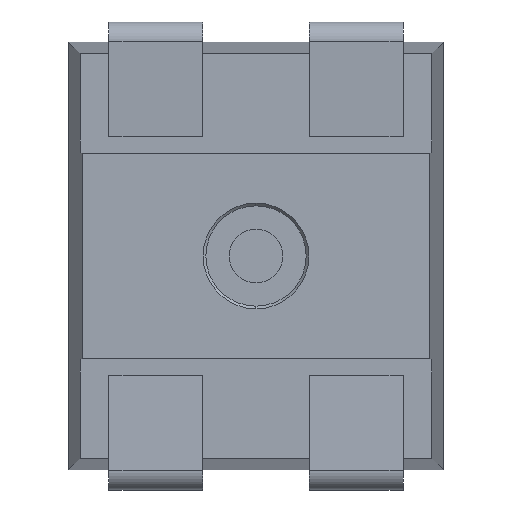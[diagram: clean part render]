
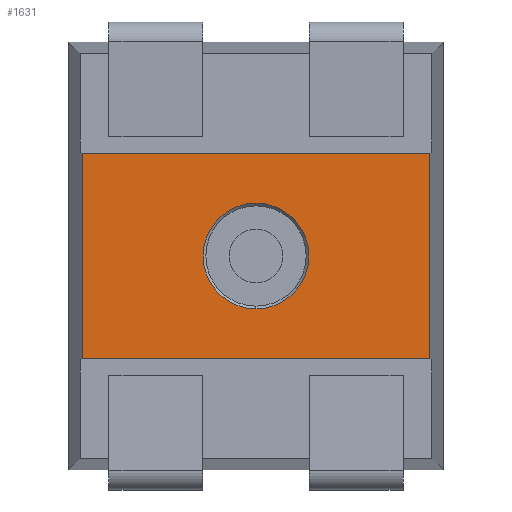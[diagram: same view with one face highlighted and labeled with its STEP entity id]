
A CAD part, front view. The second image highlights one B-rep face of the part: STEP entity #1631.
In plain terms, the highlighted planar face has unit normal (0, -1, 0).
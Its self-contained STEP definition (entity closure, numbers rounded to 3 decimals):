
#8 = DIRECTION ( 'NONE',  ( 0., 0., 1. ) ) ;
#52 = FACE_OUTER_BOUND ( 'NONE', #1683, .T. ) ;
#245 = LINE ( 'NONE', #3563, #1088 ) ;
#589 = EDGE_LOOP ( 'NONE', ( #1255, #3646 ) ) ;
#670 = LINE ( 'NONE', #2212, #3191 ) ;
#710 = EDGE_CURVE ( 'NONE', #2654, #1514, #3154, .T. ) ;
#836 = ORIENTED_EDGE ( 'NONE', *, *, #3882, .T. ) ;
#870 = CARTESIAN_POINT ( 'NONE',  ( 0., 0., 0. ) ) ;
#909 = AXIS2_PLACEMENT_3D ( 'NONE', #870, #1522, #1836 ) ;
#956 = DIRECTION ( 'NONE',  ( -1., 0., 0. ) ) ;
#1002 = CARTESIAN_POINT ( 'NONE',  ( 0., 0., -0.77 ) ) ;
#1088 = VECTOR ( 'NONE', #1671, 1000. ) ;
#1146 = CARTESIAN_POINT ( 'NONE',  ( 0., 0., 0.395 ) ) ;
#1251 = LINE ( 'NONE', #1002, #2881 ) ;
#1255 = ORIENTED_EDGE ( 'NONE', *, *, #2815, .T. ) ;
#1270 = EDGE_CURVE ( 'NONE', #1280, #2764, #1251, .T. ) ;
#1280 = VERTEX_POINT ( 'NONE', #2591 ) ;
#1501 = AXIS2_PLACEMENT_3D ( 'NONE', #3385, #1591, #8 ) ;
#1514 = VERTEX_POINT ( 'NONE', #2742 ) ;
#1522 = DIRECTION ( 'NONE',  ( 0., 1., 0. ) ) ;
#1591 = DIRECTION ( 'NONE',  ( 0., 1., 0. ) ) ;
#1631 = ADVANCED_FACE ( 'NONE', ( #3421, #52 ), #3155, .F. ) ;
#1671 = DIRECTION ( 'NONE',  ( 0., 0., -1. ) ) ;
#1683 = EDGE_LOOP ( 'NONE', ( #3108, #836, #2045, #3342 ) ) ;
#1761 = CARTESIAN_POINT ( 'NONE',  ( 1.3, 0., 0.77 ) ) ;
#1836 = DIRECTION ( 'NONE',  ( 0., 0., 1. ) ) ;
#2027 = LINE ( 'NONE', #2874, #3891 ) ;
#2045 = ORIENTED_EDGE ( 'NONE', *, *, #3118, .T. ) ;
#2212 = CARTESIAN_POINT ( 'NONE',  ( 0., 0., 0.77 ) ) ;
#2432 = CARTESIAN_POINT ( 'NONE',  ( 1.3, 0., -0.77 ) ) ;
#2466 = CARTESIAN_POINT ( 'NONE',  ( 0., 0., 0. ) ) ;
#2591 = CARTESIAN_POINT ( 'NONE',  ( -1.3, 0., -0.77 ) ) ;
#2654 = VERTEX_POINT ( 'NONE', #1146 ) ;
#2742 = CARTESIAN_POINT ( 'NONE',  ( 0., 0., -0.395 ) ) ;
#2764 = VERTEX_POINT ( 'NONE', #2432 ) ;
#2802 = DIRECTION ( 'NONE',  ( 0., 0., 1. ) ) ;
#2815 = EDGE_CURVE ( 'NONE', #1514, #2654, #2973, .T. ) ;
#2864 = VERTEX_POINT ( 'NONE', #3775 ) ;
#2874 = CARTESIAN_POINT ( 'NONE',  ( 1.3, 0., 0. ) ) ;
#2881 = VECTOR ( 'NONE', #3204, 1000. ) ;
#2973 = CIRCLE ( 'NONE', #3412, 0.395 ) ;
#3108 = ORIENTED_EDGE ( 'NONE', *, *, #3671, .T. ) ;
#3118 = EDGE_CURVE ( 'NONE', #2864, #1280, #245, .T. ) ;
#3119 = DIRECTION ( 'NONE',  ( 0., 1., 0. ) ) ;
#3149 = VERTEX_POINT ( 'NONE', #1761 ) ;
#3154 = CIRCLE ( 'NONE', #909, 0.395 ) ;
#3155 = PLANE ( 'NONE',  #1501 ) ;
#3191 = VECTOR ( 'NONE', #956, 1000. ) ;
#3204 = DIRECTION ( 'NONE',  ( 1., 0., 0. ) ) ;
#3342 = ORIENTED_EDGE ( 'NONE', *, *, #1270, .T. ) ;
#3385 = CARTESIAN_POINT ( 'NONE',  ( 0., 0., 0. ) ) ;
#3412 = AXIS2_PLACEMENT_3D ( 'NONE', #2466, #3119, #2802 ) ;
#3421 = FACE_BOUND ( 'NONE', #589, .T. ) ;
#3563 = CARTESIAN_POINT ( 'NONE',  ( -1.3, 0., 0. ) ) ;
#3646 = ORIENTED_EDGE ( 'NONE', *, *, #710, .T. ) ;
#3671 = EDGE_CURVE ( 'NONE', #2764, #3149, #2027, .T. ) ;
#3775 = CARTESIAN_POINT ( 'NONE',  ( -1.3, 0., 0.77 ) ) ;
#3821 = DIRECTION ( 'NONE',  ( 0., 0., 1. ) ) ;
#3882 = EDGE_CURVE ( 'NONE', #3149, #2864, #670, .T. ) ;
#3891 = VECTOR ( 'NONE', #3821, 1000. ) ;
